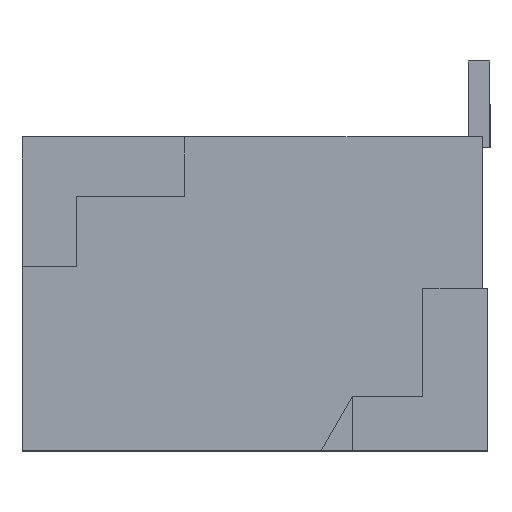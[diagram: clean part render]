
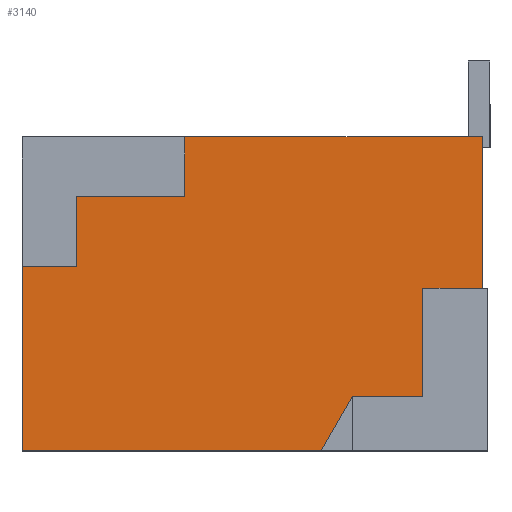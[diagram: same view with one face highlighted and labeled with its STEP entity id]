
A CAD part, left-side view. The second image highlights one B-rep face of the part: STEP entity #3140.
In plain terms, the highlighted planar face has unit normal (-1, 0, 0).
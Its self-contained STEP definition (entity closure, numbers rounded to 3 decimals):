
#34=FACE_OUTER_BOUND('',#193,.T.);
#193=EDGE_LOOP('',(#2006,#2007,#2008,#2009,#2010,#2011,#2012,#2013,#2014,
#2015,#2016,#2017));
#364=LINE('',#4241,#798);
#379=LINE('',#4271,#813);
#402=LINE('',#4318,#836);
#403=LINE('',#4320,#837);
#404=LINE('',#4322,#838);
#405=LINE('',#4324,#839);
#406=LINE('',#4326,#840);
#407=LINE('',#4328,#841);
#408=LINE('',#4330,#842);
#409=LINE('',#4331,#843);
#410=LINE('',#4333,#844);
#411=LINE('',#4334,#845);
#798=VECTOR('',#3479,1000.);
#813=VECTOR('',#3500,1000.);
#836=VECTOR('',#3533,1000.);
#837=VECTOR('',#3534,1000.);
#838=VECTOR('',#3535,1000.);
#839=VECTOR('',#3536,1000.);
#840=VECTOR('',#3537,1000.);
#841=VECTOR('',#3538,1000.);
#842=VECTOR('',#3539,1000.);
#843=VECTOR('',#3540,1000.);
#844=VECTOR('',#3541,1000.);
#845=VECTOR('',#3542,1000.);
#1231=VERTEX_POINT('',#4238);
#1232=VERTEX_POINT('',#4240);
#1244=VERTEX_POINT('',#4270);
#1262=VERTEX_POINT('',#4316);
#1263=VERTEX_POINT('',#4317);
#1264=VERTEX_POINT('',#4319);
#1265=VERTEX_POINT('',#4321);
#1266=VERTEX_POINT('',#4323);
#1267=VERTEX_POINT('',#4325);
#1268=VERTEX_POINT('',#4327);
#1269=VERTEX_POINT('',#4329);
#1270=VERTEX_POINT('',#4332);
#1520=EDGE_CURVE('',#1231,#1232,#364,.T.);
#1535=EDGE_CURVE('',#1231,#1244,#379,.T.);
#1558=EDGE_CURVE('',#1262,#1263,#402,.T.);
#1559=EDGE_CURVE('',#1263,#1264,#403,.T.);
#1560=EDGE_CURVE('',#1264,#1265,#404,.T.);
#1561=EDGE_CURVE('',#1265,#1266,#405,.T.);
#1562=EDGE_CURVE('',#1266,#1267,#406,.T.);
#1563=EDGE_CURVE('',#1267,#1268,#407,.T.);
#1564=EDGE_CURVE('',#1268,#1269,#408,.T.);
#1565=EDGE_CURVE('',#1232,#1269,#409,.T.);
#1566=EDGE_CURVE('',#1244,#1270,#410,.T.);
#1567=EDGE_CURVE('',#1270,#1262,#411,.T.);
#2006=ORIENTED_EDGE('',*,*,#1558,.T.);
#2007=ORIENTED_EDGE('',*,*,#1559,.T.);
#2008=ORIENTED_EDGE('',*,*,#1560,.T.);
#2009=ORIENTED_EDGE('',*,*,#1561,.T.);
#2010=ORIENTED_EDGE('',*,*,#1562,.T.);
#2011=ORIENTED_EDGE('',*,*,#1563,.T.);
#2012=ORIENTED_EDGE('',*,*,#1564,.T.);
#2013=ORIENTED_EDGE('',*,*,#1565,.F.);
#2014=ORIENTED_EDGE('',*,*,#1520,.F.);
#2015=ORIENTED_EDGE('',*,*,#1535,.T.);
#2016=ORIENTED_EDGE('',*,*,#1566,.T.);
#2017=ORIENTED_EDGE('',*,*,#1567,.T.);
#2821=PLANE('',#3313);
#3140=ADVANCED_FACE('',(#34),#2821,.F.);
#3313=AXIS2_PLACEMENT_3D('',#4315,#3531,#3532);
#3479=DIRECTION('',(0.,1.,0.));
#3500=DIRECTION('',(0.,-0.5,0.866));
#3531=DIRECTION('center_axis',(1.,0.,0.));
#3532=DIRECTION('ref_axis',(0.,-1.,0.));
#3533=DIRECTION('',(0.,-1.,0.));
#3534=DIRECTION('',(0.,0.,1.));
#3535=DIRECTION('',(0.,1.,0.));
#3536=DIRECTION('',(0.,0.,-1.));
#3537=DIRECTION('',(0.,1.,0.));
#3538=DIRECTION('',(0.,0.,-1.));
#3539=DIRECTION('',(0.,1.,0.));
#3540=DIRECTION('',(0.,0.,1.));
#3541=DIRECTION('',(0.,-1.,0.));
#3542=DIRECTION('',(0.,0.,1.));
#4238=CARTESIAN_POINT('',(-6.,1.489,-0.7));
#4240=CARTESIAN_POINT('',(-6.,4.25,-0.7));
#4241=CARTESIAN_POINT('',(-6.,0.,-0.7));
#4270=CARTESIAN_POINT('',(-6.,1.2,-0.2));
#4271=CARTESIAN_POINT('',(-6.,1.2,-0.2));
#4315=CARTESIAN_POINT('Origin',(-6.,0.,
-0.7));
#4316=CARTESIAN_POINT('',(-6.,0.55,0.8));
#4317=CARTESIAN_POINT('',(-6.,0.,0.8));
#4318=CARTESIAN_POINT('',(-6.,0.55,0.8));
#4319=CARTESIAN_POINT('',(-6.,0.,2.2));
#4320=CARTESIAN_POINT('',(-6.,0.,-0.7));
#4321=CARTESIAN_POINT('',(-6.,2.75,2.2));
#4322=CARTESIAN_POINT('',(-6.,0.,2.2));
#4323=CARTESIAN_POINT('',(-6.,2.75,1.65));
#4324=CARTESIAN_POINT('',(-6.,2.75,1.65));
#4325=CARTESIAN_POINT('',(-6.,3.75,1.65));
#4326=CARTESIAN_POINT('',(-6.,3.75,1.65));
#4327=CARTESIAN_POINT('',(-6.,3.75,1.));
#4328=CARTESIAN_POINT('',(-6.,3.75,1.));
#4329=CARTESIAN_POINT('',(-6.,4.25,1.));
#4330=CARTESIAN_POINT('',(-6.,4.25,1.));
#4331=CARTESIAN_POINT('',(-6.,4.25,-0.7));
#4332=CARTESIAN_POINT('',(-6.,0.55,-0.2));
#4333=CARTESIAN_POINT('',(-6.,0.55,-0.2));
#4334=CARTESIAN_POINT('',(-6.,0.55,-0.2));
